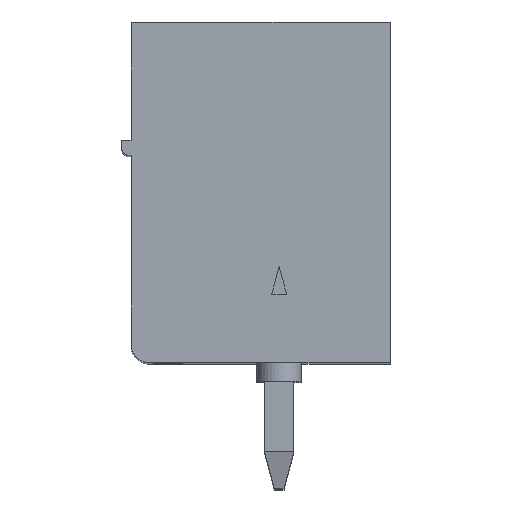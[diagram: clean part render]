
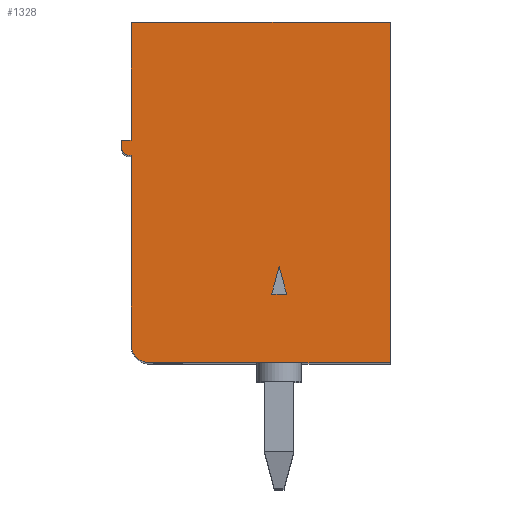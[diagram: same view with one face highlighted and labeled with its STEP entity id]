
A CAD part, top view. The second image highlights one B-rep face of the part: STEP entity #1328.
In plain terms, the highlighted planar face has unit normal (0, 0, 1).
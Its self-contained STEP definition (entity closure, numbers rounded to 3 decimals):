
#1328=ADVANCED_FACE('',(#2701,#2702),#2703,.T.);
#2701=FACE_OUTER_BOUND('',#4072,.T.);
#2702=FACE_BOUND('',#4073,.T.);
#2703=PLANE('',#4074);
#4072=EDGE_LOOP('',(#7960,#7961,#7962,#7963,#7964,#7965,#7966,#7967,#7968,#7969,#7970));
#4073=EDGE_LOOP('',(#7971,#7972,#7973));
#4074=AXIS2_PLACEMENT_3D('',#7974,#7975,#7976);
#7960=ORIENTED_EDGE('',*,*,#9235,.T.);
#7961=ORIENTED_EDGE('',*,*,#8953,.T.);
#7962=ORIENTED_EDGE('',*,*,#9099,.F.);
#7963=ORIENTED_EDGE('',*,*,#8305,.T.);
#7964=ORIENTED_EDGE('',*,*,#9517,.F.);
#7965=ORIENTED_EDGE('',*,*,#9153,.F.);
#7966=ORIENTED_EDGE('',*,*,#9425,.F.);
#7967=ORIENTED_EDGE('',*,*,#8519,.T.);
#7968=ORIENTED_EDGE('',*,*,#9241,.F.);
#7969=ORIENTED_EDGE('',*,*,#8773,.F.);
#7970=ORIENTED_EDGE('',*,*,#8489,.T.);
#7971=ORIENTED_EDGE('',*,*,#8363,.F.);
#7972=ORIENTED_EDGE('',*,*,#8361,.F.);
#7973=ORIENTED_EDGE('',*,*,#8358,.F.);
#7974=CARTESIAN_POINT('',(0.0,0.0,2.6));
#7975=DIRECTION('',(0.0,-0.0,1.0));
#7976=DIRECTION('',(0.,1.0,0.0));
#8305=EDGE_CURVE('',#10022,#10020,#10023,.F.);
#8358=EDGE_CURVE('',#10094,#10092,#10096,.F.);
#8361=EDGE_CURVE('',#10092,#10098,#10100,.F.);
#8363=EDGE_CURVE('',#10098,#10094,#10102,.F.);
#8489=EDGE_CURVE('',#10277,#10282,#10284,.F.);
#8519=EDGE_CURVE('',#10321,#10326,#10328,.F.);
#8773=EDGE_CURVE('',#10277,#10699,#10703,.T.);
#8953=EDGE_CURVE('',#10949,#10954,#10956,.F.);
#9099=EDGE_CURVE('',#10022,#10954,#11171,.T.);
#9153=EDGE_CURVE('',#11259,#11255,#11261,.T.);
#9235=EDGE_CURVE('',#10282,#10949,#11363,.F.);
#9241=EDGE_CURVE('',#10699,#10326,#11369,.T.);
#9425=EDGE_CURVE('',#10321,#11259,#11626,.T.);
#9517=EDGE_CURVE('',#11255,#10020,#11741,.T.);
#10020=VERTEX_POINT('',#12416);
#10022=VERTEX_POINT('',#12419);
#10023=CIRCLE('',#12420,0.1);
#10092=VERTEX_POINT('',#12518);
#10094=VERTEX_POINT('',#12521);
#10096=LINE('',#12524,#12525);
#10098=VERTEX_POINT('',#12527);
#10100=LINE('',#12530,#12531);
#10102=LINE('',#12533,#12534);
#10277=VERTEX_POINT('',#12789);
#10282=VERTEX_POINT('',#12795);
#10284=CIRCLE('',#12798,0.5);
#10321=VERTEX_POINT('',#12848);
#10326=VERTEX_POINT('',#12854);
#10328=CIRCLE('',#12857,0.2);
#10699=VERTEX_POINT('',#13384);
#10703=LINE('',#13390,#13391);
#10949=VERTEX_POINT('',#13745);
#10954=VERTEX_POINT('',#13752);
#10956=LINE('',#13755,#13756);
#11171=LINE('',#14070,#14071);
#11255=VERTEX_POINT('',#14196);
#11259=VERTEX_POINT('',#14202);
#11261=LINE('',#14205,#14206);
#11363=LINE('',#14355,#14356);
#11369=LINE('',#14365,#14366);
#11626=LINE('',#14712,#14713);
#11741=LINE('',#14877,#14878);
#12416=CARTESIAN_POINT('',(-7.0,9.1,2.6));
#12419=CARTESIAN_POINT('',(-6.9,9.2,2.6));
#12420=AXIS2_PLACEMENT_3D('',#15252,#15253,#15254);
#12518=CARTESIAN_POINT('',(-3.,2.6,2.6));
#12521=CARTESIAN_POINT('',(-2.799,1.85,2.6));
#12524=CARTESIAN_POINT('',(-2.474,0.637,2.6));
#12525=VECTOR('',#15298,1.0);
#12527=CARTESIAN_POINT('',(-3.201,1.85,2.6));
#12530=CARTESIAN_POINT('',(-3.225,1.762,2.6));
#12531=VECTOR('',#15300,1.0);
#12533=CARTESIAN_POINT('',(-1.6,1.85,2.6));
#12534=VECTOR('',#15301,1.0);
#12789=CARTESIAN_POINT('',(-7.0,0.5,2.6));
#12795=CARTESIAN_POINT('',(-6.5,0.,2.6));
#12798=AXIS2_PLACEMENT_3D('',#15406,#15407,#15408);
#12848=CARTESIAN_POINT('',(-7.25,5.8,2.6));
#12854=CARTESIAN_POINT('',(-7.05,5.6,2.6));
#12857=AXIS2_PLACEMENT_3D('',#15436,#15437,#15438);
#13384=CARTESIAN_POINT('',(-7.0,5.6,2.6));
#13390=CARTESIAN_POINT('',(-7.0,2.8,2.6));
#13391=VECTOR('',#15667,1.0);
#13745=CARTESIAN_POINT('',(0.,0.0,2.6));
#13752=CARTESIAN_POINT('',(0.,9.2,2.6));
#13755=CARTESIAN_POINT('',(0.,1.55,2.6));
#13756=VECTOR('',#15813,1.0);
#14070=CARTESIAN_POINT('',(-3.5,9.2,2.6));
#14071=VECTOR('',#15941,1.0);
#14196=CARTESIAN_POINT('',(-7.0,6.0,2.6));
#14202=CARTESIAN_POINT('',(-7.25,6.0,2.6));
#14205=CARTESIAN_POINT('',(-3.5,6.0,2.6));
#14206=VECTOR('',#15998,1.0);
#14355=CARTESIAN_POINT('',(-2.625,0.,2.6));
#14356=VECTOR('',#16052,1.0);
#14365=CARTESIAN_POINT('',(-3.5,5.6,2.6));
#14366=VECTOR('',#16059,1.0);
#14712=CARTESIAN_POINT('',(-7.25,2.9,2.6));
#14713=VECTOR('',#16273,1.0);
#14877=CARTESIAN_POINT('',(-7.0,3.971,2.6));
#14878=VECTOR('',#16329,1.0);
#15252=CARTESIAN_POINT('',(-6.9,9.1,2.6));
#15253=DIRECTION('',(0.0,0.0,-1.0));
#15254=DIRECTION('',(0.,1.0,0.0));
#15298=DIRECTION('',(0.259,-0.966,0.0));
#15300=DIRECTION('',(0.259,0.966,-0.0));
#15301=DIRECTION('',(-1.0,-0.0,0.0));
#15406=CARTESIAN_POINT('',(-6.5,0.5,2.6));
#15407=DIRECTION('',(0.0,0.0,-1.0));
#15408=DIRECTION('',(0.,1.0,0.0));
#15436=CARTESIAN_POINT('',(-7.05,5.8,2.6));
#15437=DIRECTION('',(0.0,0.0,-1.0));
#15438=DIRECTION('',(0.,1.0,0.0));
#15667=DIRECTION('',(0.,1.0,-0.0));
#15813=DIRECTION('',(0.,-1.0,0.0));
#15941=DIRECTION('',(1.0,0.,0.0));
#15998=DIRECTION('',(1.0,0.,0.0));
#16052=DIRECTION('',(-1.0,0.,0.0));
#16059=DIRECTION('',(-1.0,0.,0.0));
#16273=DIRECTION('',(0.,1.0,-0.0));
#16329=DIRECTION('',(0.,1.0,-0.0));
